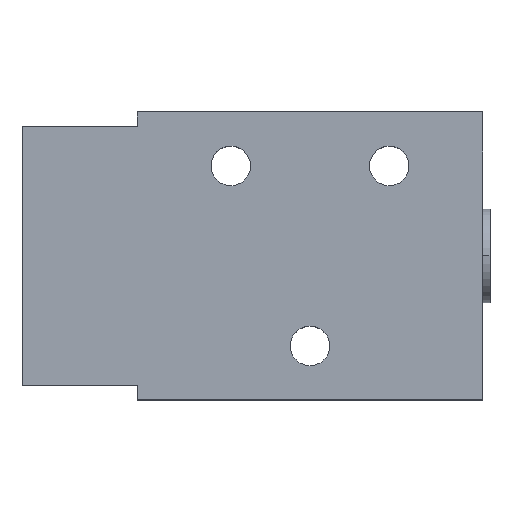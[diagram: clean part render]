
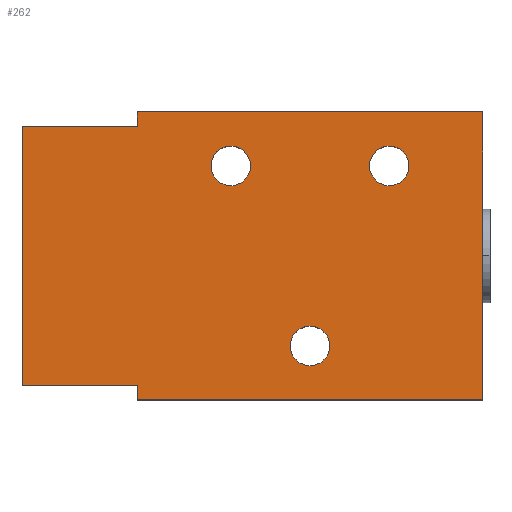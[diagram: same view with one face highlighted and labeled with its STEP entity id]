
A CAD part, top view. The second image highlights one B-rep face of the part: STEP entity #262.
In plain terms, the highlighted planar face has unit normal (0, 0, 1).
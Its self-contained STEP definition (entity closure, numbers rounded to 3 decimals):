
#14 = FACE_OUTER_BOUND ( 'NONE', #794, .T. ) ;
#15 = DIRECTION ( 'NONE',  ( -1., 0., 0. ) ) ;
#49 = EDGE_LOOP ( 'NONE', ( #550, #969 ) ) ;
#62 = EDGE_CURVE ( 'NONE', #645, #1110, #183, .T. ) ;
#63 = DIRECTION ( 'NONE',  ( 0., 0., 1. ) ) ;
#81 = CARTESIAN_POINT ( 'NONE',  ( -49.709, -47.419, 38.897 ) ) ;
#95 = EDGE_CURVE ( 'NONE', #445, #520, #697, .T. ) ;
#99 = VECTOR ( 'NONE', #219, 1000. ) ;
#103 = FACE_BOUND ( 'NONE', #49, .T. ) ;
#128 = CARTESIAN_POINT ( 'NONE',  ( -70.959, -54.919, 38.897 ) ) ;
#138 = DIRECTION ( 'NONE',  ( 0., 0., 1. ) ) ;
#143 = AXIS2_PLACEMENT_3D ( 'NONE', #424, #138, #1098 ) ;
#156 = EDGE_CURVE ( 'NONE', #1132, #633, #1124, .T. ) ;
#166 = DIRECTION ( 'NONE',  ( 0., -1., 0. ) ) ;
#182 = DIRECTION ( 'NONE',  ( -1., 0., 0. ) ) ;
#183 = CIRCLE ( 'NONE', #442, 2.75 ) ;
#192 = VECTOR ( 'NONE', #1007, 1000. ) ;
#197 = ORIENTED_EDGE ( 'NONE', *, *, #561, .F. ) ;
#208 = CARTESIAN_POINT ( 'NONE',  ( -70.959, -16.919, 38.897 ) ) ;
#209 = LINE ( 'NONE', #1152, #695 ) ;
#211 = EDGE_CURVE ( 'NONE', #1186, #218, #541, .T. ) ;
#213 = CARTESIAN_POINT ( 'NONE',  ( -86.959, -34.919, 38.897 ) ) ;
#218 = VERTEX_POINT ( 'NONE', #648 ) ;
#219 = DIRECTION ( 'NONE',  ( -1., 0., 0. ) ) ;
#222 = CARTESIAN_POINT ( 'NONE',  ( -60.709, -22.419, 38.897 ) ) ;
#224 = LINE ( 'NONE', #631, #192 ) ;
#248 = EDGE_LOOP ( 'NONE', ( #1174, #1027 ) ) ;
#262 = ADVANCED_FACE ( 'NONE', ( #849, #103, #378, #14 ), #1001, .T. ) ;
#280 = ORIENTED_EDGE ( 'NONE', *, *, #950, .F. ) ;
#286 = CARTESIAN_POINT ( 'NONE',  ( -55.209, -22.419, 38.897 ) ) ;
#290 = ORIENTED_EDGE ( 'NONE', *, *, #211, .F. ) ;
#299 = EDGE_CURVE ( 'NONE', #1110, #645, #497, .T. ) ;
#306 = CARTESIAN_POINT ( 'NONE',  ( -35.959, -22.419, 38.897 ) ) ;
#307 = CARTESIAN_POINT ( 'NONE',  ( -46.959, -54.919, 38.897 ) ) ;
#320 = ORIENTED_EDGE ( 'NONE', *, *, #1107, .F. ) ;
#323 = CARTESIAN_POINT ( 'NONE',  ( -86.959, -54.919, 38.897 ) ) ;
#339 = DIRECTION ( 'NONE',  ( -1., 0., 0. ) ) ;
#344 = DIRECTION ( 'NONE',  ( 0., 0., 1. ) ) ;
#367 = EDGE_CURVE ( 'NONE', #1018, #435, #878, .T. ) ;
#373 = AXIS2_PLACEMENT_3D ( 'NONE', #323, #1029, #458 ) ;
#378 = FACE_BOUND ( 'NONE', #248, .T. ) ;
#400 = DIRECTION ( 'NONE',  ( -1., 0., 0. ) ) ;
#420 = ORIENTED_EDGE ( 'NONE', *, *, #367, .F. ) ;
#424 = CARTESIAN_POINT ( 'NONE',  ( -57.959, -22.419, 38.897 ) ) ;
#435 = VERTEX_POINT ( 'NONE', #481 ) ;
#438 = LINE ( 'NONE', #307, #99 ) ;
#442 = AXIS2_PLACEMENT_3D ( 'NONE', #306, #884, #15 ) ;
#445 = VERTEX_POINT ( 'NONE', #81 ) ;
#458 = DIRECTION ( 'NONE',  ( 1., 0., 0. ) ) ;
#474 = VERTEX_POINT ( 'NONE', #286 ) ;
#481 = CARTESIAN_POINT ( 'NONE',  ( -22.959, -54.919, 38.897 ) ) ;
#497 = CIRCLE ( 'NONE', #621, 2.75 ) ;
#504 = EDGE_CURVE ( 'NONE', #1132, #1018, #209, .T. ) ;
#510 = CARTESIAN_POINT ( 'NONE',  ( -78.959, -52.919, 38.897 ) ) ;
#520 = VERTEX_POINT ( 'NONE', #706 ) ;
#525 = DIRECTION ( 'NONE',  ( 0., 0., 1. ) ) ;
#532 = CARTESIAN_POINT ( 'NONE',  ( -38.709, -22.419, 38.897 ) ) ;
#541 = LINE ( 'NONE', #510, #776 ) ;
#550 = ORIENTED_EDGE ( 'NONE', *, *, #1079, .F. ) ;
#561 = EDGE_CURVE ( 'NONE', #218, #929, #846, .T. ) ;
#576 = ORIENTED_EDGE ( 'NONE', *, *, #870, .T. ) ;
#579 = DIRECTION ( 'NONE',  ( 1., 0., 0. ) ) ;
#590 = VERTEX_POINT ( 'NONE', #222 ) ;
#594 = CARTESIAN_POINT ( 'NONE',  ( -86.959, -16.919, 38.897 ) ) ;
#613 = CARTESIAN_POINT ( 'NONE',  ( -46.959, -47.419, 38.897 ) ) ;
#621 = AXIS2_PLACEMENT_3D ( 'NONE', #1211, #63, #182 ) ;
#622 = CIRCLE ( 'NONE', #143, 2.75 ) ;
#631 = CARTESIAN_POINT ( 'NONE',  ( -78.959, -16.919, 38.897 ) ) ;
#633 = VERTEX_POINT ( 'NONE', #208 ) ;
#645 = VERTEX_POINT ( 'NONE', #1179 ) ;
#648 = CARTESIAN_POINT ( 'NONE',  ( -86.959, -52.919, 38.897 ) ) ;
#667 = EDGE_CURVE ( 'NONE', #474, #590, #622, .T. ) ;
#695 = VECTOR ( 'NONE', #579, 1000. ) ;
#697 = CIRCLE ( 'NONE', #881, 2.75 ) ;
#706 = CARTESIAN_POINT ( 'NONE',  ( -44.209, -47.419, 38.897 ) ) ;
#711 = DIRECTION ( 'NONE',  ( 0., -1., 0. ) ) ;
#725 = CARTESIAN_POINT ( 'NONE',  ( -22.959, -14.919, 38.897 ) ) ;
#727 = EDGE_CURVE ( 'NONE', #520, #445, #836, .T. ) ;
#730 = LINE ( 'NONE', #886, #1215 ) ;
#759 = VECTOR ( 'NONE', #779, 1000. ) ;
#773 = CIRCLE ( 'NONE', #952, 2.75 ) ;
#776 = VECTOR ( 'NONE', #888, 1000. ) ;
#779 = DIRECTION ( 'NONE',  ( 0., 1., 0. ) ) ;
#792 = VECTOR ( 'NONE', #711, 1000. ) ;
#794 = EDGE_LOOP ( 'NONE', ( #1088, #840, #320, #197, #290, #576, #280, #420 ) ) ;
#802 = CARTESIAN_POINT ( 'NONE',  ( -70.959, -15.919, 38.897 ) ) ;
#828 = ORIENTED_EDGE ( 'NONE', *, *, #62, .F. ) ;
#833 = CARTESIAN_POINT ( 'NONE',  ( -70.959, -14.919, 38.897 ) ) ;
#836 = CIRCLE ( 'NONE', #857, 2.75 ) ;
#840 = ORIENTED_EDGE ( 'NONE', *, *, #156, .T. ) ;
#842 = EDGE_LOOP ( 'NONE', ( #955, #828 ) ) ;
#846 = LINE ( 'NONE', #213, #759 ) ;
#849 = FACE_BOUND ( 'NONE', #842, .T. ) ;
#857 = AXIS2_PLACEMENT_3D ( 'NONE', #613, #525, #339 ) ;
#870 = EDGE_CURVE ( 'NONE', #1186, #927, #730, .T. ) ;
#878 = LINE ( 'NONE', #933, #1082 ) ;
#881 = AXIS2_PLACEMENT_3D ( 'NONE', #973, #963, #400 ) ;
#884 = DIRECTION ( 'NONE',  ( 0., 0., 1. ) ) ;
#886 = CARTESIAN_POINT ( 'NONE',  ( -70.959, -53.919, 38.897 ) ) ;
#888 = DIRECTION ( 'NONE',  ( -1., 0., 0. ) ) ;
#890 = DIRECTION ( 'NONE',  ( 0., -1., 0. ) ) ;
#907 = DIRECTION ( 'NONE',  ( -1., 0., 0. ) ) ;
#927 = VERTEX_POINT ( 'NONE', #128 ) ;
#929 = VERTEX_POINT ( 'NONE', #594 ) ;
#933 = CARTESIAN_POINT ( 'NONE',  ( -22.959, -34.919, 38.897 ) ) ;
#950 = EDGE_CURVE ( 'NONE', #435, #927, #438, .T. ) ;
#952 = AXIS2_PLACEMENT_3D ( 'NONE', #1003, #344, #907 ) ;
#955 = ORIENTED_EDGE ( 'NONE', *, *, #299, .F. ) ;
#963 = DIRECTION ( 'NONE',  ( 0., 0., 1. ) ) ;
#969 = ORIENTED_EDGE ( 'NONE', *, *, #667, .F. ) ;
#973 = CARTESIAN_POINT ( 'NONE',  ( -46.959, -47.419, 38.897 ) ) ;
#1001 = PLANE ( 'NONE',  #373 ) ;
#1003 = CARTESIAN_POINT ( 'NONE',  ( -57.959, -22.419, 38.897 ) ) ;
#1007 = DIRECTION ( 'NONE',  ( 1., 0., 0. ) ) ;
#1013 = CARTESIAN_POINT ( 'NONE',  ( -70.959, -52.919, 38.897 ) ) ;
#1018 = VERTEX_POINT ( 'NONE', #725 ) ;
#1027 = ORIENTED_EDGE ( 'NONE', *, *, #727, .F. ) ;
#1029 = DIRECTION ( 'NONE',  ( 0., 0., 1. ) ) ;
#1079 = EDGE_CURVE ( 'NONE', #590, #474, #773, .T. ) ;
#1082 = VECTOR ( 'NONE', #166, 1000. ) ;
#1088 = ORIENTED_EDGE ( 'NONE', *, *, #504, .F. ) ;
#1098 = DIRECTION ( 'NONE',  ( -1., 0., 0. ) ) ;
#1107 = EDGE_CURVE ( 'NONE', #929, #633, #224, .T. ) ;
#1110 = VERTEX_POINT ( 'NONE', #532 ) ;
#1124 = LINE ( 'NONE', #802, #792 ) ;
#1132 = VERTEX_POINT ( 'NONE', #833 ) ;
#1152 = CARTESIAN_POINT ( 'NONE',  ( -46.959, -14.919, 38.897 ) ) ;
#1174 = ORIENTED_EDGE ( 'NONE', *, *, #95, .F. ) ;
#1179 = CARTESIAN_POINT ( 'NONE',  ( -33.209, -22.419, 38.897 ) ) ;
#1186 = VERTEX_POINT ( 'NONE', #1013 ) ;
#1211 = CARTESIAN_POINT ( 'NONE',  ( -35.959, -22.419, 38.897 ) ) ;
#1215 = VECTOR ( 'NONE', #890, 1000. ) ;
